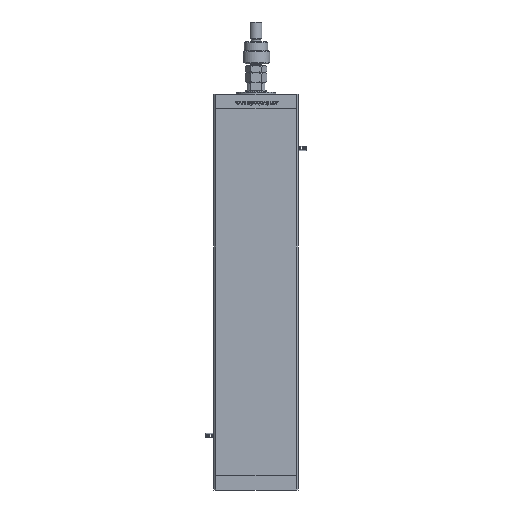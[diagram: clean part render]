
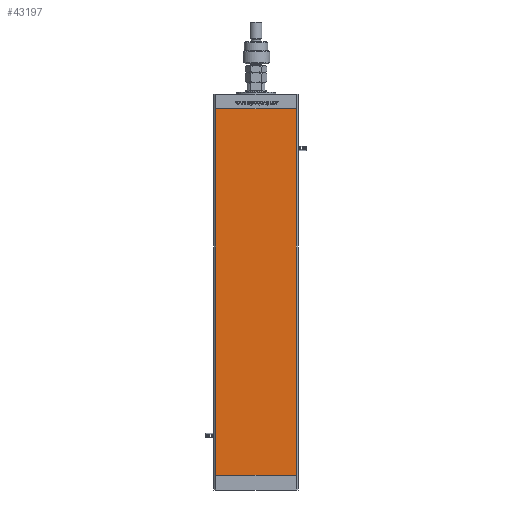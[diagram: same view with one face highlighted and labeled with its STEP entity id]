
A CAD part, front view. The second image highlights one B-rep face of the part: STEP entity #43197.
In plain terms, the highlighted planar face has unit normal (0, -1, 0).
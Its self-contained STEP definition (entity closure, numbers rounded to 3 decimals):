
#2594 = CARTESIAN_POINT ( 'NONE',  ( -40.5, -37.5, 368.5 ) ) ;
#4803 = VECTOR ( 'NONE', #35102, 1000. ) ;
#5673 = CARTESIAN_POINT ( 'NONE',  ( 40.5, -37.5, 368.5 ) ) ;
#5828 = DIRECTION ( 'NONE',  ( 0., 1., 0. ) ) ;
#7675 = LINE ( 'NONE', #37878, #15637 ) ;
#7710 = VERTEX_POINT ( 'NONE', #19766 ) ;
#7913 = CARTESIAN_POINT ( 'NONE',  ( -40.5, -37.5, 0. ) ) ;
#9199 = DIRECTION ( 'NONE',  ( 0., 0., -1. ) ) ;
#11722 = EDGE_CURVE ( 'NONE', #38591, #19212, #49903, .T. ) ;
#11907 = VECTOR ( 'NONE', #9199, 1000. ) ;
#14426 = DIRECTION ( 'NONE',  ( 1., 0., 0. ) ) ;
#14552 = EDGE_CURVE ( 'NONE', #41323, #7710, #7675, .T. ) ;
#15637 = VECTOR ( 'NONE', #46967, 1000. ) ;
#15900 = EDGE_LOOP ( 'NONE', ( #39040, #34926, #48820, #36155 ) ) ;
#19212 = VERTEX_POINT ( 'NONE', #5673 ) ;
#19766 = CARTESIAN_POINT ( 'NONE',  ( 40.5, -37.5, 0. ) ) ;
#22070 = CARTESIAN_POINT ( 'NONE',  ( -40.5, -37.5, 368.5 ) ) ;
#22150 = AXIS2_PLACEMENT_3D ( 'NONE', #2594, #5828, #42774 ) ;
#22768 = EDGE_CURVE ( 'NONE', #38591, #41323, #34535, .T. ) ;
#32339 = LINE ( 'NONE', #50215, #11907 ) ;
#33683 = PLANE ( 'NONE',  #22150 ) ;
#34234 = VECTOR ( 'NONE', #14426, 1000. ) ;
#34535 = LINE ( 'NONE', #56824, #4803 ) ;
#34926 = ORIENTED_EDGE ( 'NONE', *, *, #47927, .F. ) ;
#35102 = DIRECTION ( 'NONE',  ( 0., 0., -1. ) ) ;
#36155 = ORIENTED_EDGE ( 'NONE', *, *, #22768, .T. ) ;
#37482 = FACE_OUTER_BOUND ( 'NONE', #15900, .T. ) ;
#37878 = CARTESIAN_POINT ( 'NONE',  ( -40.5, -37.5, 0. ) ) ;
#38591 = VERTEX_POINT ( 'NONE', #56834 ) ;
#39040 = ORIENTED_EDGE ( 'NONE', *, *, #14552, .T. ) ;
#41323 = VERTEX_POINT ( 'NONE', #7913 ) ;
#42774 = DIRECTION ( 'NONE',  ( 0., 0., 1. ) ) ;
#43197 = ADVANCED_FACE ( 'NONE', ( #37482 ), #33683, .F. ) ;
#46967 = DIRECTION ( 'NONE',  ( 1., 0., 0. ) ) ;
#47927 = EDGE_CURVE ( 'NONE', #19212, #7710, #32339, .T. ) ;
#48820 = ORIENTED_EDGE ( 'NONE', *, *, #11722, .F. ) ;
#49903 = LINE ( 'NONE', #22070, #34234 ) ;
#50215 = CARTESIAN_POINT ( 'NONE',  ( 40.5, -37.5, 368.5 ) ) ;
#56824 = CARTESIAN_POINT ( 'NONE',  ( -40.5, -37.5, 368.5 ) ) ;
#56834 = CARTESIAN_POINT ( 'NONE',  ( -40.5, -37.5, 368.5 ) ) ;
